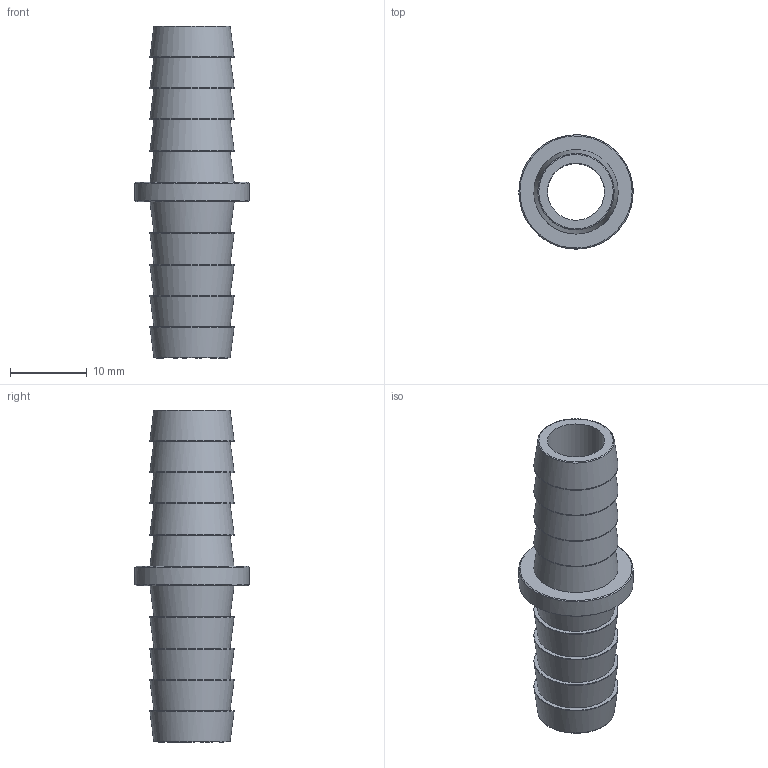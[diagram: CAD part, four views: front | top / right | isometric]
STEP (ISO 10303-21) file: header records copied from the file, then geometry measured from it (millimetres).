
FILE_DESCRIPTION(('FreeCAD Model'),'2;1');
FILE_NAME('Open CASCADE Shape Model','2025-04-29T03:22:04',('FreeCAD'),( 'FreeCAD'),'Open CASCADE STEP processor 7.6','FreeCAD','Unknown');
FILE_SCHEMA(('AUTOMOTIVE_DESIGN { 1 0 10303 214 1 1 1 1 }'));
Length unit declared in the file: millimetre
Products named in the file (1): Open CASCADE STEP translator 7.6 1
Bounding box: 14.93 x 14.92 x 43.39 mm (x, y, z)
Volume: 2120.2 mm3; surface area: 2854.1 mm2
Topology: 1 solids, 1 shells, 36 faces, 66 edges, 42 vertices
Faces by surface type: bspline 36
Entity records: 1388 total; most frequent: CARTESIAN_POINT 965, ORIENTED_EDGE 132, EDGE_CURVE 66, FACE_BOUND 48, EDGE_LOOP 48, VERTEX_POINT 42, ADVANCED_FACE 36, B_SPLINE_CURVE_WITH_KNOTS 22
